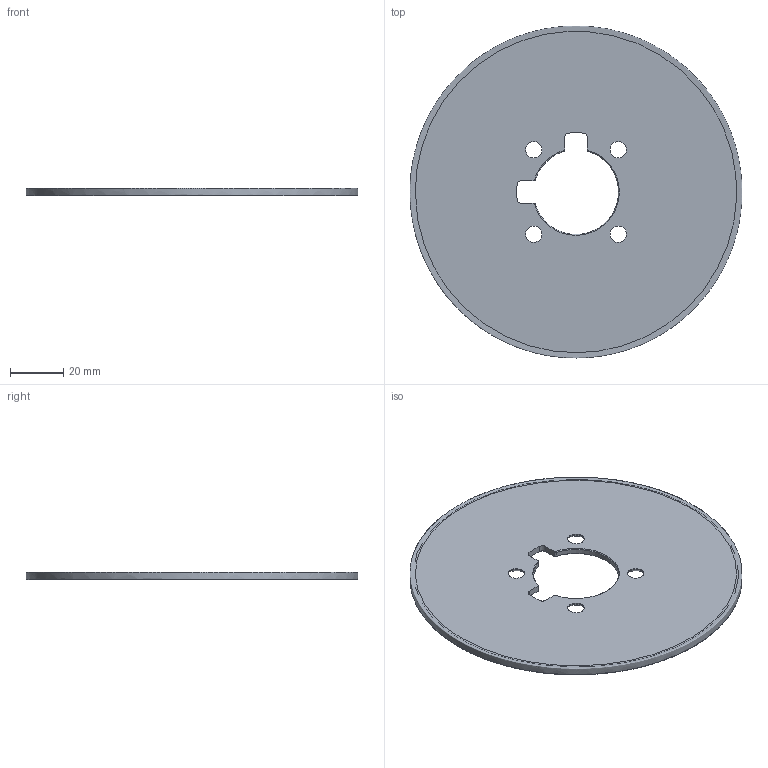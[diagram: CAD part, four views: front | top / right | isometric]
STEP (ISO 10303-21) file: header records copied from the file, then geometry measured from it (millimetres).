
FILE_DESCRIPTION(/* description */ (''),/* implementation_level */ '2;1');
FILE_NAME(/* name */ 'toolassembly_1.stp',/* time_stamp */ '2018-10-19T13:09:13+02:00',/* author */ (''),/* organization */ ('SMS'),/* preprocessor_version */ 'ST-DEVELOPER v15',/* originating_system */ 'SIEMENS PLM Software NX 8.5',/* authorisation */ '');
FILE_SCHEMA (('AUTOMOTIVE_DESIGN { 1 0 10303 214 3 1 1 1 }'));
Length unit declared in the file: millimetre
Products named in the file (4): ASSEMBLY_CONSTRUCTION; CUT_20181019130454; NOCUT_20181019130450; TOOLASSEMBLY_1
Assembly tree (3 placements, depth 2):
  TOOLASSEMBLY_1
    NOCUT_20181019130450
    CUT_20181019130454
    ASSEMBLY_CONSTRUCTION
Bounding box: 125 x 125 x 2.99 mm (x, y, z)
Volume: 28370.4 mm3; surface area: 26609.4 mm2
Topology: 2 solids, 2 shells, 39 faces, 111 edges, 89 vertices
Faces by surface type: cylinder 17, cone 14, plane 6, bspline 2
Full cylindrical faces by diameter (mm): 6.168 x4, 123.097 x1
Entity records: 5608 total; most frequent: CARTESIAN_POINT 4377, DIRECTION 240, ORIENTED_EDGE 180, AXIS2_PLACEMENT_3D 108, EDGE_CURVE 90, VERTEX_POINT 66, EDGE_LOOP 62, CIRCLE 52
